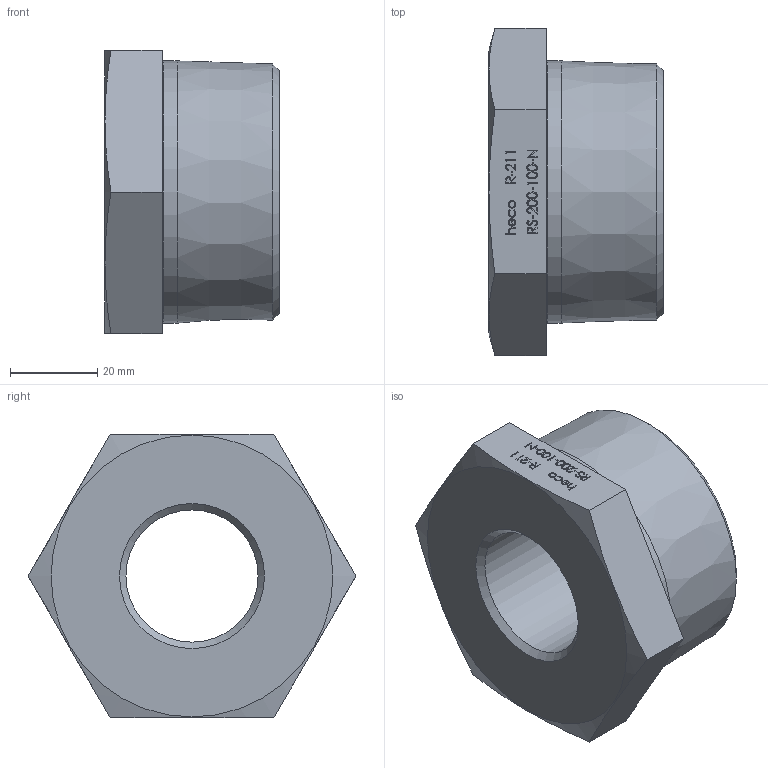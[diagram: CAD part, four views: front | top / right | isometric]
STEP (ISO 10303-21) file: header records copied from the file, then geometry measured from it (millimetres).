
FILE_DESCRIPTION (( 'STEP AP214' ), '1' );
FILE_NAME ('RS-200-100-N R-211 Reduzierstück 2011.STEP', '2020-11-09T13:42:25', ( '' ), ( '' ), 'SwSTEP 2.0', 'SolidWorks 2019', '' );
FILE_SCHEMA (( 'AUTOMOTIVE_DESIGN' ));
Length unit declared in the file: millimetre
Products named in the file (1): RS-200-100-N R-211 Reduzierstück 2011
Bounding box: 40 x 75.06 x 65.01 mm (x, y, z)
Volume: 93240.6 mm3; surface area: 17080.7 mm2
Topology: 1 solids, 1 shells, 247 faces, 641 edges, 426 vertices
Faces by surface type: plane 131, bspline 108, cone 5, cylinder 2, torus 1
Full cylindrical faces by diameter (mm): 30.291 x1, 60.083 x1
Entity records: 16421 total; most frequent: CARTESIAN_POINT 8677, ORIENTED_EDGE 1262, DIRECTION 699, EDGE_CURVE 631, VERTEX_POINT 424, VECTOR 399, LINE 399, EDGE_LOOP 287
